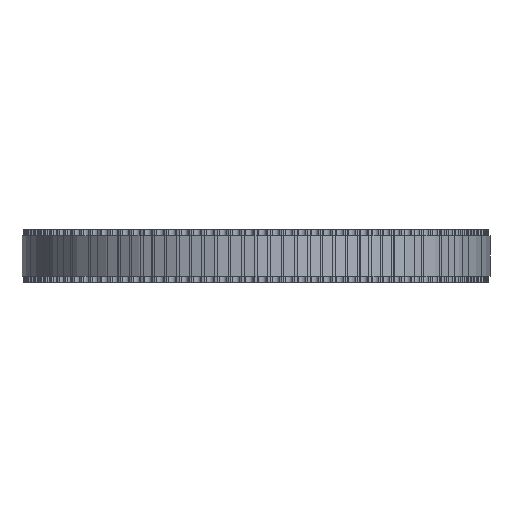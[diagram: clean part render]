
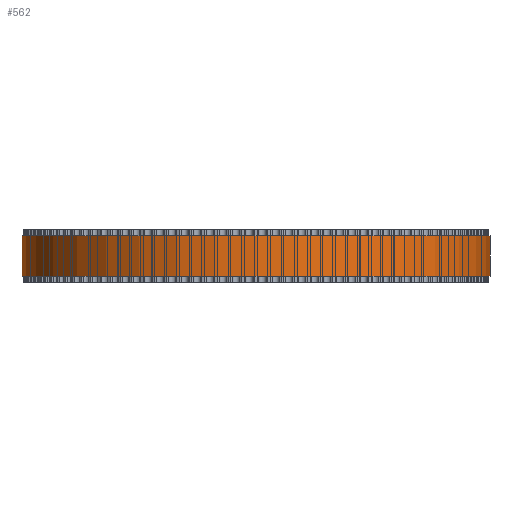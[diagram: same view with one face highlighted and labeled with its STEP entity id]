
A CAD part, front view. The second image highlights one B-rep face of the part: STEP entity #562.
In plain terms, the highlighted cylindrical face has radius 35.014 mm (diameter 70.028 mm), a full revolution.
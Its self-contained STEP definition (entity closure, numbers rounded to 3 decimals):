
#97=FACE_BOUND('',#1888,.T.);
#98=FACE_BOUND('',#1889,.T.);
#562=ADVANCED_FACE('',(#97,#98),#1003,.T.);
#1003=CYLINDRICAL_SURFACE('',#9823,35.014);
#1888=EDGE_LOOP('',(#5410));
#1889=EDGE_LOOP('',(#5411));
#5410=ORIENTED_EDGE('',*,*,#7614,.T.);
#5411=ORIENTED_EDGE('',*,*,#7615,.T.);
#6292=VERTEX_POINT('',#15560);
#6293=VERTEX_POINT('',#15562);
#7614=EDGE_CURVE('',#6292,#6292,#8496,.T.);
#7615=EDGE_CURVE('',#6293,#6293,#8497,.T.);
#8496=CIRCLE('',#9821,35.014);
#8497=CIRCLE('',#9822,35.014);
#9821=AXIS2_PLACEMENT_3D('',#15559,#12910,#12911);
#9822=AXIS2_PLACEMENT_3D('',#15561,#12912,#12913);
#9823=AXIS2_PLACEMENT_3D('',#15563,#12914,#12915);
#12910=DIRECTION('',(0.,0.,1.));
#12911=DIRECTION('',(1.,0.,0.));
#12912=DIRECTION('',(0.,0.,-1.));
#12913=DIRECTION('',(1.,0.,0.));
#12914=DIRECTION('',(0.,0.,1.));
#12915=DIRECTION('',(1.,0.,0.));
#15559=CARTESIAN_POINT('',(0.,0.,1.));
#15560=CARTESIAN_POINT('',(35.014,0.,1.));
#15561=CARTESIAN_POINT('',(0.,0.,7.));
#15562=CARTESIAN_POINT('',(35.014,0.,7.));
#15563=CARTESIAN_POINT('',(0.,0.,1.));
